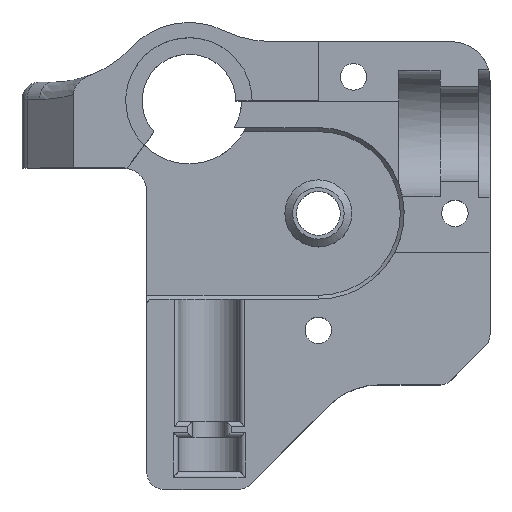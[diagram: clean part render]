
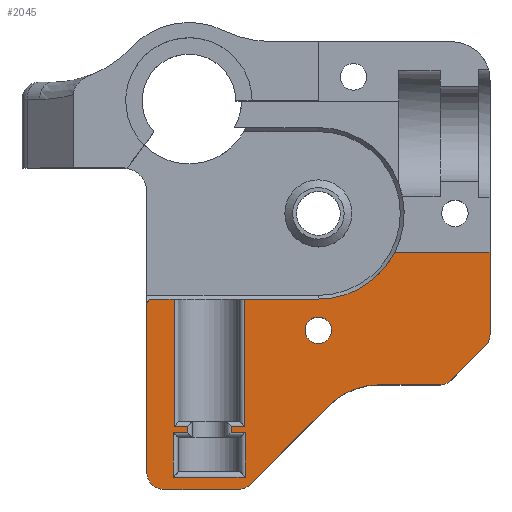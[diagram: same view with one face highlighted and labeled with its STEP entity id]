
A CAD part, top view. The second image highlights one B-rep face of the part: STEP entity #2045.
In plain terms, the highlighted planar face has unit normal (0, 0, 1).
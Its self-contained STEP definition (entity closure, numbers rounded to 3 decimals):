
#23=FACE_BOUND('',#675,.T.);
#39=PLANE('',#2221);
#148=LINE('',#3234,#334);
#162=LINE('',#3278,#348);
#163=LINE('',#3281,#349);
#164=LINE('',#3283,#350);
#165=LINE('',#3287,#351);
#166=LINE('',#3289,#352);
#167=LINE('',#3291,#353);
#168=LINE('',#3293,#354);
#169=LINE('',#3295,#355);
#170=LINE('',#3297,#356);
#171=LINE('',#3299,#357);
#172=LINE('',#3301,#358);
#173=LINE('',#3303,#359);
#174=LINE('',#3305,#360);
#175=LINE('',#3307,#361);
#176=LINE('',#3309,#362);
#177=LINE('',#3311,#363);
#178=LINE('',#3314,#364);
#179=LINE('',#3315,#365);
#180=LINE('',#3318,#366);
#334=VECTOR('',#2519,10.);
#348=VECTOR('',#2569,10.);
#349=VECTOR('',#2572,10.);
#350=VECTOR('',#2573,1.);
#351=VECTOR('',#2576,1.);
#352=VECTOR('',#2577,1.);
#353=VECTOR('',#2578,10.);
#354=VECTOR('',#2579,10.);
#355=VECTOR('',#2580,10.);
#356=VECTOR('',#2581,1.);
#357=VECTOR('',#2582,10.);
#358=VECTOR('',#2583,1.);
#359=VECTOR('',#2584,10.);
#360=VECTOR('',#2585,0.6);
#361=VECTOR('',#2586,10.);
#362=VECTOR('',#2587,1.);
#363=VECTOR('',#2588,1.);
#364=VECTOR('',#2591,10.);
#365=VECTOR('',#2592,10.);
#366=VECTOR('',#2595,10.);
#558=FACE_OUTER_BOUND('',#674,.T.);
#674=EDGE_LOOP('',(#1523,#1524,#1525,#1526,#1527,#1528,#1529,#1530,#1531,
#1532,#1533,#1534,#1535,#1536,#1537,#1538,#1539,#1540,#1541,#1542,#1543,
#1544,#1545,#1546,#1547,#1548,#1549));
#675=EDGE_LOOP('',(#1550,#1551));
#786=CIRCLE('',#2182,2.2);
#803=CIRCLE('',#2204,2.2);
#807=CIRCLE('',#2210,2.2);
#811=CIRCLE('',#2218,2.2);
#812=CIRCLE('',#2222,11.);
#813=CIRCLE('',#2223,0.75);
#814=CIRCLE('',#2224,9.);
#815=CIRCLE('',#2225,1.7);
#816=CIRCLE('',#2226,1.7);
#901=VERTEX_POINT('',#3161);
#902=VERTEX_POINT('',#3162);
#935=VERTEX_POINT('',#3233);
#936=VERTEX_POINT('',#3237);
#940=VERTEX_POINT('',#3248);
#941=VERTEX_POINT('',#3249);
#945=VERTEX_POINT('',#3267);
#946=VERTEX_POINT('',#3268);
#947=VERTEX_POINT('',#3276);
#948=VERTEX_POINT('',#3280);
#949=VERTEX_POINT('',#3282);
#950=VERTEX_POINT('',#3284);
#951=VERTEX_POINT('',#3286);
#952=VERTEX_POINT('',#3288);
#953=VERTEX_POINT('',#3290);
#954=VERTEX_POINT('',#3292);
#955=VERTEX_POINT('',#3294);
#956=VERTEX_POINT('',#3296);
#957=VERTEX_POINT('',#3298);
#958=VERTEX_POINT('',#3300);
#959=VERTEX_POINT('',#3302);
#960=VERTEX_POINT('',#3304);
#961=VERTEX_POINT('',#3306);
#962=VERTEX_POINT('',#3308);
#963=VERTEX_POINT('',#3310);
#964=VERTEX_POINT('',#3312);
#965=VERTEX_POINT('',#3316);
#966=VERTEX_POINT('',#3319);
#967=VERTEX_POINT('',#3320);
#1117=EDGE_CURVE('',#901,#902,#786,.T.);
#1153=EDGE_CURVE('',#902,#935,#148,.F.);
#1155=EDGE_CURVE('',#935,#936,#803,.T.);
#1160=EDGE_CURVE('',#940,#941,#807,.T.);
#1170=EDGE_CURVE('',#945,#946,#811,.T.);
#1176=EDGE_CURVE('',#947,#940,#162,.T.);
#1177=EDGE_CURVE('',#901,#948,#163,.F.);
#1178=EDGE_CURVE('',#948,#949,#164,.T.);
#1179=EDGE_CURVE('',#950,#949,#812,.T.);
#1180=EDGE_CURVE('',#951,#950,#165,.T.);
#1181=EDGE_CURVE('',#951,#952,#166,.T.);
#1182=EDGE_CURVE('',#953,#952,#167,.T.);
#1183=EDGE_CURVE('',#954,#953,#168,.T.);
#1184=EDGE_CURVE('',#955,#954,#169,.T.);
#1185=EDGE_CURVE('',#955,#956,#170,.T.);
#1186=EDGE_CURVE('',#957,#956,#171,.T.);
#1187=EDGE_CURVE('',#957,#958,#172,.T.);
#1188=EDGE_CURVE('',#959,#958,#173,.T.);
#1189=EDGE_CURVE('',#959,#960,#174,.T.);
#1190=EDGE_CURVE('',#961,#960,#175,.T.);
#1191=EDGE_CURVE('',#961,#962,#176,.T.);
#1192=EDGE_CURVE('',#963,#962,#177,.T.);
#1193=EDGE_CURVE('',#964,#963,#813,.T.);
#1194=EDGE_CURVE('',#964,#946,#178,.F.);
#1195=EDGE_CURVE('',#945,#941,#179,.F.);
#1196=EDGE_CURVE('',#965,#947,#814,.T.);
#1197=EDGE_CURVE('',#965,#936,#180,.F.);
#1198=EDGE_CURVE('',#966,#967,#815,.T.);
#1199=EDGE_CURVE('',#967,#966,#816,.T.);
#1523=ORIENTED_EDGE('',*,*,#1117,.F.);
#1524=ORIENTED_EDGE('',*,*,#1177,.T.);
#1525=ORIENTED_EDGE('',*,*,#1178,.T.);
#1526=ORIENTED_EDGE('',*,*,#1179,.F.);
#1527=ORIENTED_EDGE('',*,*,#1180,.F.);
#1528=ORIENTED_EDGE('',*,*,#1181,.T.);
#1529=ORIENTED_EDGE('',*,*,#1182,.F.);
#1530=ORIENTED_EDGE('',*,*,#1183,.F.);
#1531=ORIENTED_EDGE('',*,*,#1184,.F.);
#1532=ORIENTED_EDGE('',*,*,#1185,.T.);
#1533=ORIENTED_EDGE('',*,*,#1186,.F.);
#1534=ORIENTED_EDGE('',*,*,#1187,.T.);
#1535=ORIENTED_EDGE('',*,*,#1188,.F.);
#1536=ORIENTED_EDGE('',*,*,#1189,.T.);
#1537=ORIENTED_EDGE('',*,*,#1190,.F.);
#1538=ORIENTED_EDGE('',*,*,#1191,.T.);
#1539=ORIENTED_EDGE('',*,*,#1192,.F.);
#1540=ORIENTED_EDGE('',*,*,#1193,.F.);
#1541=ORIENTED_EDGE('',*,*,#1194,.T.);
#1542=ORIENTED_EDGE('',*,*,#1170,.F.);
#1543=ORIENTED_EDGE('',*,*,#1195,.T.);
#1544=ORIENTED_EDGE('',*,*,#1160,.F.);
#1545=ORIENTED_EDGE('',*,*,#1176,.F.);
#1546=ORIENTED_EDGE('',*,*,#1196,.F.);
#1547=ORIENTED_EDGE('',*,*,#1197,.T.);
#1548=ORIENTED_EDGE('',*,*,#1155,.F.);
#1549=ORIENTED_EDGE('',*,*,#1153,.F.);
#1550=ORIENTED_EDGE('',*,*,#1198,.F.);
#1551=ORIENTED_EDGE('',*,*,#1199,.F.);
#2045=ADVANCED_FACE('',(#558,#23),#39,.F.);
#2182=AXIS2_PLACEMENT_3D('',#3163,#2460,#2461);
#2204=AXIS2_PLACEMENT_3D('',#3238,#2523,#2524);
#2210=AXIS2_PLACEMENT_3D('',#3250,#2536,#2537);
#2218=AXIS2_PLACEMENT_3D('',#3269,#2558,#2559);
#2221=AXIS2_PLACEMENT_3D('',#3279,#2570,#2571);
#2222=AXIS2_PLACEMENT_3D('',#3285,#2574,#2575);
#2223=AXIS2_PLACEMENT_3D('',#3313,#2589,#2590);
#2224=AXIS2_PLACEMENT_3D('',#3317,#2593,#2594);
#2225=AXIS2_PLACEMENT_3D('',#3321,#2596,#2597);
#2226=AXIS2_PLACEMENT_3D('',#3322,#2598,#2599);
#2460=DIRECTION('center_axis',(0.,0.,-1.));
#2461=DIRECTION('ref_axis',(0.924,-0.383,0.));
#2519=DIRECTION('',(0.707,0.707,0.));
#2523=DIRECTION('center_axis',(0.,0.,-1.));
#2524=DIRECTION('ref_axis',(0.383,-0.924,0.));
#2536=DIRECTION('center_axis',(0.,0.,-1.));
#2537=DIRECTION('ref_axis',(0.383,-0.924,0.));
#2558=DIRECTION('center_axis',(0.,0.,-1.));
#2559=DIRECTION('ref_axis',(-0.707,-0.707,0.));
#2569=DIRECTION('',(-0.707,-0.707,0.));
#2570=DIRECTION('center_axis',(0.,0.,-1.));
#2571=DIRECTION('ref_axis',(-1.,0.,0.));
#2572=DIRECTION('',(0.,-1.,0.));
#2573=DIRECTION('',(-1.,0.,0.));
#2574=DIRECTION('center_axis',(0.,0.,1.));
#2575=DIRECTION('ref_axis',(1.,0.,0.));
#2576=DIRECTION('',(1.,0.,0.));
#2577=DIRECTION('',(0.,-1.,0.));
#2578=DIRECTION('',(1.,0.,0.));
#2579=DIRECTION('',(0.,1.,0.));
#2580=DIRECTION('',(-1.,0.,0.));
#2581=DIRECTION('',(0.,-1.,0.));
#2582=DIRECTION('',(1.,0.,0.));
#2583=DIRECTION('',(0.,1.,0.));
#2584=DIRECTION('',(-1.,0.,0.));
#2585=DIRECTION('',(0.,1.,0.));
#2586=DIRECTION('',(1.,0.,0.));
#2587=DIRECTION('',(0.,1.,0.));
#2588=DIRECTION('',(1.,0.,0.));
#2589=DIRECTION('center_axis',(0.,0.,-1.));
#2590=DIRECTION('ref_axis',(-0.707,0.707,0.));
#2591=DIRECTION('',(0.,1.,0.));
#2592=DIRECTION('',(-1.,0.,0.));
#2593=DIRECTION('center_axis',(0.,0.,1.));
#2594=DIRECTION('ref_axis',(-0.383,0.924,0.));
#2595=DIRECTION('',(-1.,0.,0.));
#2596=DIRECTION('center_axis',(0.,0.,1.));
#2597=DIRECTION('ref_axis',(1.,0.,0.));
#2598=DIRECTION('center_axis',(0.,0.,1.));
#2599=DIRECTION('ref_axis',(1.,0.,0.));
#3161=CARTESIAN_POINT('',(22.,-15.503,21.));
#3162=CARTESIAN_POINT('',(21.356,-17.059,21.));
#3163=CARTESIAN_POINT('Origin',(19.8,-15.503,21.));
#3233=CARTESIAN_POINT('',(17.059,-21.356,21.));
#3234=CARTESIAN_POINT('',(13.907,-24.507,21.));
#3237=CARTESIAN_POINT('',(15.503,-22.,21.));
#3238=CARTESIAN_POINT('Origin',(15.503,-19.8,21.));
#3248=CARTESIAN_POINT('',(-8.737,-34.756,21.));
#3249=CARTESIAN_POINT('',(-10.293,-35.4,21.));
#3250=CARTESIAN_POINT('Origin',(-10.293,-33.2,21.));
#3267=CARTESIAN_POINT('',(-19.8,-35.4,21.));
#3268=CARTESIAN_POINT('',(-22.,-33.2,21.));
#3269=CARTESIAN_POINT('Origin',(-19.8,-33.2,21.));
#3276=CARTESIAN_POINT('',(1.382,-24.636,21.));
#3278=CARTESIAN_POINT('',(0.709,-25.309,21.));
#3279=CARTESIAN_POINT('Origin',(-37.,15.8,21.));
#3280=CARTESIAN_POINT('',(22.,-5.,21.));
#3281=CARTESIAN_POINT('',(22.,-2.6,21.));
#3282=CARTESIAN_POINT('',(9.798,-5.,21.));
#3283=CARTESIAN_POINT('',(25.,-5.,21.));
#3284=CARTESIAN_POINT('',(0.,-11.,21.));
#3285=CARTESIAN_POINT('Origin',(0.,0.,21.));
#3286=CARTESIAN_POINT('',(-9.5,-11.,21.));
#3287=CARTESIAN_POINT('',(-24.5,-11.,21.));
#3288=CARTESIAN_POINT('',(-9.5,-27.3,21.));
#3289=CARTESIAN_POINT('',(-9.5,-11.,21.));
#3290=CARTESIAN_POINT('',(-11.2,-27.3,21.));
#3291=CARTESIAN_POINT('',(-27.45,-27.3,21.));
#3292=CARTESIAN_POINT('',(-11.2,-28.1,21.));
#3293=CARTESIAN_POINT('',(-11.2,-4.6,21.));
#3294=CARTESIAN_POINT('',(-9.4,-28.1,21.));
#3295=CARTESIAN_POINT('',(-27.5,-28.1,21.));
#3296=CARTESIAN_POINT('',(-9.4,-33.85,21.));
#3297=CARTESIAN_POINT('',(-9.4,-24.,21.));
#3298=CARTESIAN_POINT('',(-18.6,-33.85,21.));
#3299=CARTESIAN_POINT('',(-27.5,-33.85,21.));
#3300=CARTESIAN_POINT('',(-18.6,-28.1,21.));
#3301=CARTESIAN_POINT('',(-18.6,-28.4,21.));
#3302=CARTESIAN_POINT('',(-16.8,-28.1,21.));
#3303=CARTESIAN_POINT('',(-27.5,-28.1,21.));
#3304=CARTESIAN_POINT('',(-16.8,-27.3,21.));
#3305=CARTESIAN_POINT('',(-16.8,-4.6,21.));
#3306=CARTESIAN_POINT('',(-18.5,-27.3,21.));
#3307=CARTESIAN_POINT('',(-27.45,-27.3,21.));
#3308=CARTESIAN_POINT('',(-18.5,-11.,21.));
#3309=CARTESIAN_POINT('',(-18.5,-22.,21.));
#3310=CARTESIAN_POINT('',(-21.25,-11.,21.));
#3311=CARTESIAN_POINT('',(-24.5,-11.,21.));
#3312=CARTESIAN_POINT('',(-22.,-11.75,21.));
#3313=CARTESIAN_POINT('Origin',(-21.25,-11.75,21.));
#3314=CARTESIAN_POINT('',(-22.,10.8,21.));
#3315=CARTESIAN_POINT('',(-29.,-35.4,21.));
#3316=CARTESIAN_POINT('',(7.746,-22.,21.));
#3317=CARTESIAN_POINT('Origin',(7.746,-31.,21.));
#3318=CARTESIAN_POINT('',(-22.,-22.,21.));
#3319=CARTESIAN_POINT('',(1.7,-15.,21.));
#3320=CARTESIAN_POINT('',(-1.7,-15.,21.));
#3321=CARTESIAN_POINT('Origin',(0.,-15.,21.));
#3322=CARTESIAN_POINT('Origin',(0.,-15.,21.));
